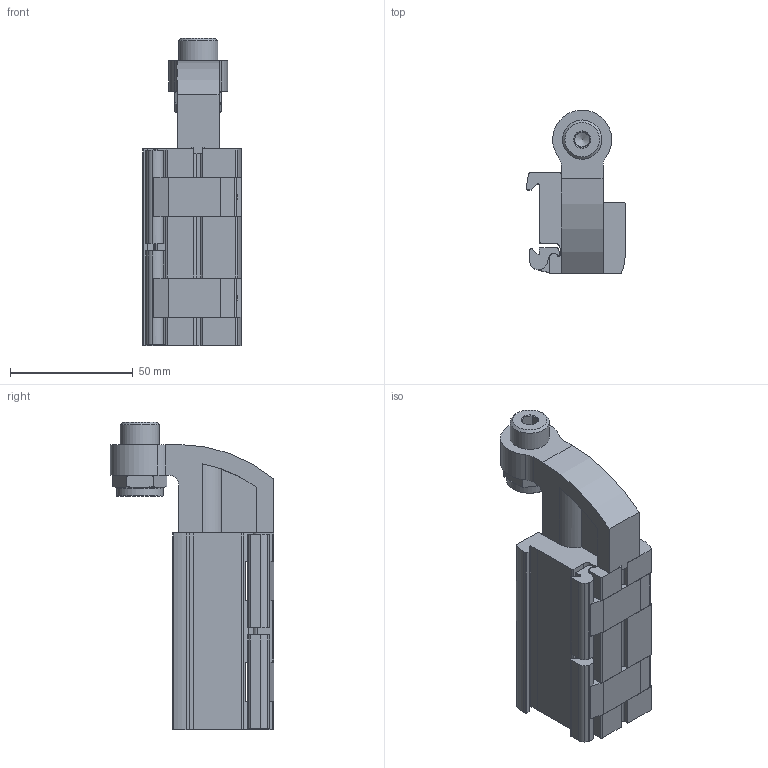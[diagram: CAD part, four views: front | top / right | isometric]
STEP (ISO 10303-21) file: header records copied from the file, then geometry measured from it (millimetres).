
FILE_DESCRIPTION(/* description */ ('STEP AP214'),/* implementation_level */ '2;1');
FILE_NAME(/* name */ '541692_KYC-25',/* time_stamp */ '2024-08-27T06:48:49+02:00',/* author */ ('License CC BY-ND 4.0'),/* organization */ ('CADENAS'),/* preprocessor_version */ 'ST-DEVELOPER v19.3',/* originating_system */ 'PARTsolutions',/* authorisation */ ' ');
FILE_SCHEMA (('AUTOMOTIVE_DESIGN {1 0 10303 214 3 1 1}'));
Length unit declared in the file: millimetre
Products named in the file (7): 541692 KYC-25; 690922 KYC-25; 690918 KYC-25; 691765 KYC-18/25/32; 348988 SPZ; 690990 DADM-DGC-25/32-A; DIN-912 - M8x80(F)
Assembly tree (7 placements, depth 2):
  541692 KYC-25
    690922 KYC-25
    690918 KYC-25
    691765 KYC-18/25/32
    348988 SPZ
    690990 DADM-DGC-25/32-A  x2
    DIN-912 - M8x80(F)
Bounding box: 40 x 66.45 x 125 mm (x, y, z)
Volume: 123129.3 mm3; surface area: 39039.6 mm2
Topology: 7 solids, 7 shells, 306 faces, 800 edges, 513 vertices
Faces by surface type: plane 148, cylinder 115, cone 41, torus 2
Full cylindrical faces by diameter (mm): 4.917 x2, 6 x1, 6.917 x1, 8 x1, 9 x1, 13 x1, 13.6 x1, 14.917 x2, 15 x3, 16 x1, 19 x1
Entity records: 7914 total; most frequent: CARTESIAN_POINT 1450, DIRECTION 1355, ORIENTED_EDGE 1246, EDGE_CURVE 623, AXIS2_PLACEMENT_3D 502, VERTEX_POINT 423, LINE 351, VECTOR 351
